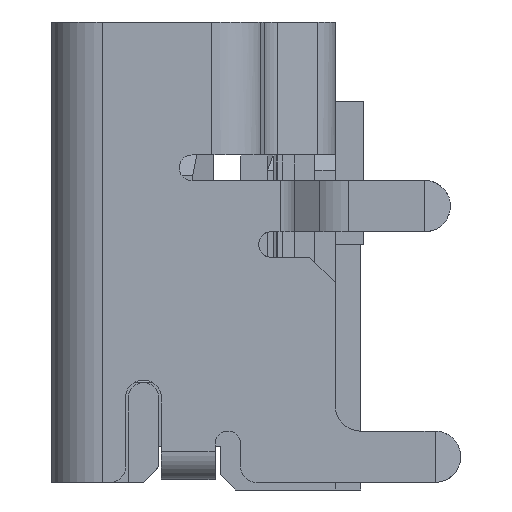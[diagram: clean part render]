
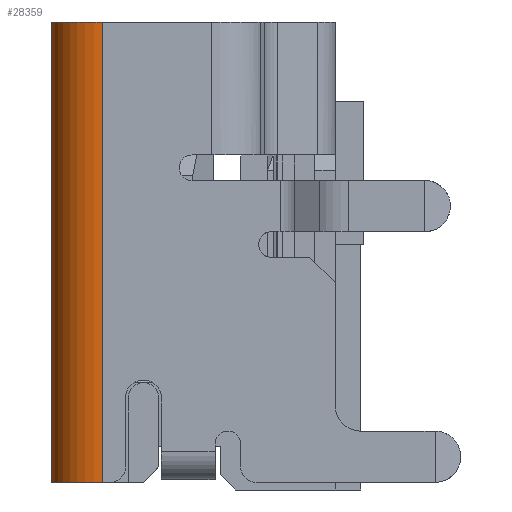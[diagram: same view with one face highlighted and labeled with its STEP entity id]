
A CAD part, left-side view. The second image highlights one B-rep face of the part: STEP entity #28359.
In plain terms, the highlighted cylindrical face has radius 1 mm (diameter 2 mm), a partial arc.
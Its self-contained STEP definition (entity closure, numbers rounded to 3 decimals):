
#466 = DIRECTION ( 'NONE',  ( 1., 0., 0. ) ) ;
#1126 = VECTOR ( 'NONE', #28950, 1000. ) ;
#1754 = CARTESIAN_POINT ( 'NONE',  ( -7.5, 5.1, 8.5 ) ) ;
#2044 = EDGE_LOOP ( 'NONE', ( #7618, #25853, #28540, #27679 ) ) ;
#2679 = DIRECTION ( 'NONE',  ( -1., 0., 0. ) ) ;
#3020 = DIRECTION ( 'NONE',  ( 0., 0., 1. ) ) ;
#4140 = CARTESIAN_POINT ( 'NONE',  ( -6.5, 6.1, 8.5 ) ) ;
#4518 = EDGE_CURVE ( 'NONE', #31609, #20555, #31291, .T. ) ;
#6063 = DIRECTION ( 'NONE',  ( -1., 0., 0. ) ) ;
#7618 = ORIENTED_EDGE ( 'NONE', *, *, #7662, .F. ) ;
#7662 = EDGE_CURVE ( 'NONE', #20534, #31609, #17815, .T. ) ;
#8034 = VERTEX_POINT ( 'NONE', #1754 ) ;
#8154 = FACE_OUTER_BOUND ( 'NONE', #2044, .T. ) ;
#8170 = CARTESIAN_POINT ( 'NONE',  ( -7.5, 5.1, 8.5 ) ) ;
#8957 = CARTESIAN_POINT ( 'NONE',  ( -6.5, 5.1, -0.5 ) ) ;
#11854 = EDGE_CURVE ( 'NONE', #8034, #20555, #32335, .T. ) ;
#13247 = DIRECTION ( 'NONE',  ( 0., 0., 1. ) ) ;
#13916 = CARTESIAN_POINT ( 'NONE',  ( -6.5, 6.1, -0.5 ) ) ;
#15475 = CARTESIAN_POINT ( 'NONE',  ( -6.5, 5.1, 8.5 ) ) ;
#16178 = AXIS2_PLACEMENT_3D ( 'NONE', #8957, #29397, #6063 ) ;
#17665 = AXIS2_PLACEMENT_3D ( 'NONE', #28934, #3020, #466 ) ;
#17815 = CIRCLE ( 'NONE', #16178, 1. ) ;
#18546 = CYLINDRICAL_SURFACE ( 'NONE', #17665, 1. ) ;
#19050 = VECTOR ( 'NONE', #13247, 1000. ) ;
#19752 = EDGE_CURVE ( 'NONE', #8034, #20534, #31491, .T. ) ;
#20534 = VERTEX_POINT ( 'NONE', #32248 ) ;
#20555 = VERTEX_POINT ( 'NONE', #4140 ) ;
#25853 = ORIENTED_EDGE ( 'NONE', *, *, #19752, .F. ) ;
#26841 = CARTESIAN_POINT ( 'NONE',  ( -6.5, 6.1, -0.5 ) ) ;
#27679 = ORIENTED_EDGE ( 'NONE', *, *, #4518, .F. ) ;
#28359 = ADVANCED_FACE ( 'NONE', ( #8154 ), #18546, .T. ) ;
#28540 = ORIENTED_EDGE ( 'NONE', *, *, #11854, .T. ) ;
#28934 = CARTESIAN_POINT ( 'NONE',  ( -6.5, 5.1, -0.68 ) ) ;
#28950 = DIRECTION ( 'NONE',  ( 0., 0., -1. ) ) ;
#29397 = DIRECTION ( 'NONE',  ( 0., 0., -1. ) ) ;
#30725 = AXIS2_PLACEMENT_3D ( 'NONE', #15475, #30966, #2679 ) ;
#30966 = DIRECTION ( 'NONE',  ( 0., 0., -1. ) ) ;
#31291 = LINE ( 'NONE', #26841, #19050 ) ;
#31491 = LINE ( 'NONE', #8170, #1126 ) ;
#31609 = VERTEX_POINT ( 'NONE', #13916 ) ;
#32248 = CARTESIAN_POINT ( 'NONE',  ( -7.5, 5.1, -0.5 ) ) ;
#32335 = CIRCLE ( 'NONE', #30725, 1. ) ;
